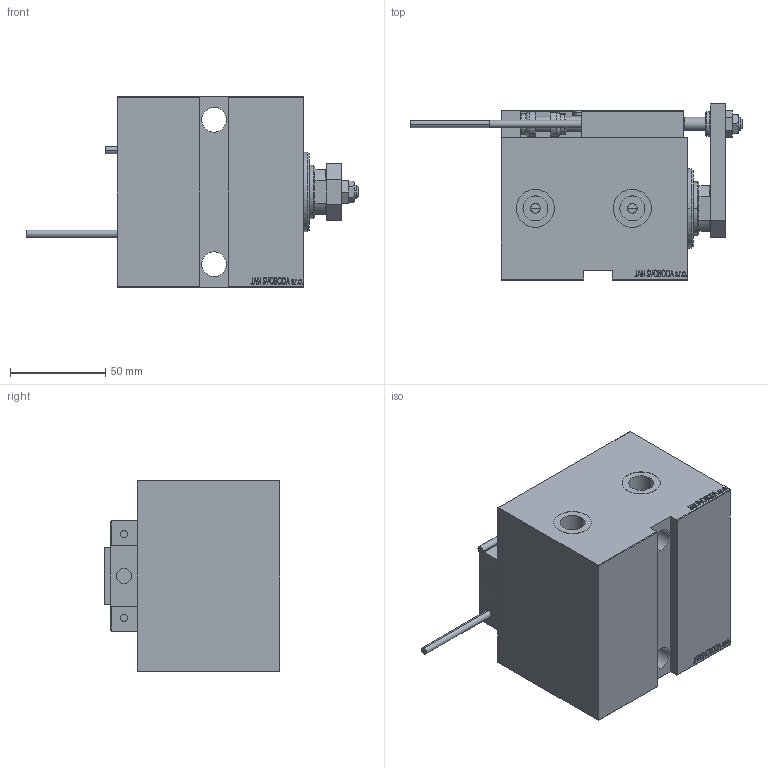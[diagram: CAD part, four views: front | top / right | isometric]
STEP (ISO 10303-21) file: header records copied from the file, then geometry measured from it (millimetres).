
FILE_DESCRIPTION (( 'STEP AP203' ), '1' );
FILE_NAME ('087f.STEP', '2021-03-18T21:31:50', ( '' ), ( '' ), 'SwSTEP 2.0', 'SolidWorks 2019', '' );
FILE_SCHEMA (( 'CONFIG_CONTROL_DESIGN' ));
Length unit declared in the file: millimetre
Products named in the file (16): NUT_D12 aa7ab10c54334c63fbda612bd11ac817; V450CM_VC_B aa7ab10c54334c63fbda612bd11ac817; ZARAZKA aa7ab10c54334c63fbda612bd11ac817; V450CM_E_VCP aa7ab10c54334c63fbda612bd11ac817; V450CM_E aa7ab10c54334c63fbda612bd11ac817; NUT_D10 aa7ab10c54334c63fbda612bd11ac817; ALLEN BOLT D8 aa7ab10c54334c63fbda612bd11ac817; KONCOVKA aa7ab10c54334c63fbda612bd11ac817; Block aa7ab10c54334c63fbda612bd11ac817; ALLEN BOLT D5 aa7ab10c54334c63fbda612bd11ac817; SWITCH_X_FRONT_BACK aa7ab10c54334c63fbda612bd11ac817; 087f; TYC_L79 aa7ab10c54334c63fbda612bd11ac817; SWITCH DIM B,W aa7ab10c54334c63fbda612bd11ac817; MAGNET aa7ab10c54334c63fbda612bd11ac817; SWITCH X aa7ab10c54334c63fbda612bd11ac817
Assembly tree (25 placements, depth 3):
  087f
    V450CM_E aa7ab10c54334c63fbda612bd11ac817
    V450CM_E_VCP aa7ab10c54334c63fbda612bd11ac817
    V450CM_VC_B aa7ab10c54334c63fbda612bd11ac817
    SWITCH X aa7ab10c54334c63fbda612bd11ac817
      SWITCH_X_FRONT_BACK aa7ab10c54334c63fbda612bd11ac817  x2
      TYC_L79 aa7ab10c54334c63fbda612bd11ac817
      Block aa7ab10c54334c63fbda612bd11ac817  x2
      ALLEN BOLT D5 aa7ab10c54334c63fbda612bd11ac817  x4
      ALLEN BOLT D8 aa7ab10c54334c63fbda612bd11ac817  x4
      MAGNET aa7ab10c54334c63fbda612bd11ac817  x2
      KONCOVKA aa7ab10c54334c63fbda612bd11ac817  x2
    SWITCH DIM B,W aa7ab10c54334c63fbda612bd11ac817
    ZARAZKA aa7ab10c54334c63fbda612bd11ac817
    NUT_D10 aa7ab10c54334c63fbda612bd11ac817
    NUT_D12 aa7ab10c54334c63fbda612bd11ac817
Bounding box: 174.7 x 92.5 x 100 mm (x, y, z)
Volume: 703649.5 mm3; surface area: 124251.7 mm2
Topology: 24 solids, 24 shells, 1286 faces, 3084 edges, 1970 vertices
Faces by surface type: plane 569, bspline 380, cylinder 176, cone 113, torus 44, sphere 4
Entity records: 49967 total; most frequent: CARTESIAN_POINT 25514, ORIENTED_EDGE 5188, DIRECTION 3455, EDGE_CURVE 2594, VERTEX_POINT 1694, LINE 1505, VECTOR 1505, EDGE_LOOP 1190
